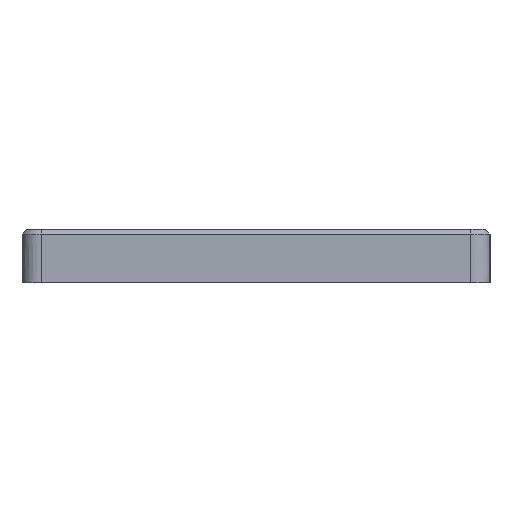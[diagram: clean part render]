
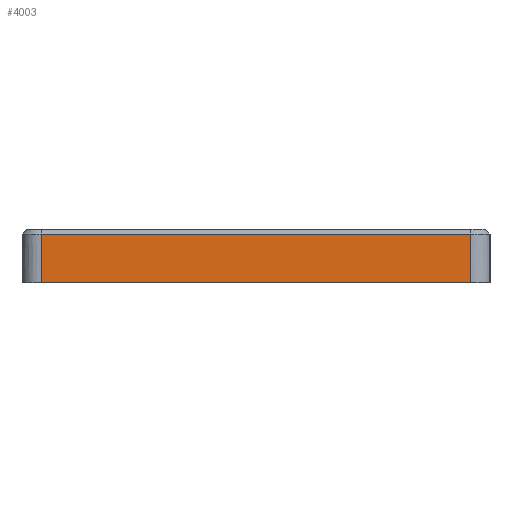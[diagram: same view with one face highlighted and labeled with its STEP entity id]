
A CAD part, left-side view. The second image highlights one B-rep face of the part: STEP entity #4003.
In plain terms, the highlighted planar face has unit normal (-1, 0, 0).
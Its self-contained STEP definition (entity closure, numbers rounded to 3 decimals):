
#133=PLANE('',#4234);
#577=FACE_OUTER_BOUND('',#818,.T.);
#818=EDGE_LOOP('',(#3760,#3761,#3762,#3763));
#1108=LINE('',#9471,#1486);
#1189=LINE('',#9871,#1567);
#1194=LINE('',#10039,#1572);
#1200=LINE('',#10168,#1578);
#1486=VECTOR('',#4782,10.);
#1567=VECTOR('',#5043,10.);
#1572=VECTOR('',#5050,10.);
#1578=VECTOR('',#5062,10.);
#1974=VERTEX_POINT('',#9447);
#1975=VERTEX_POINT('',#9470);
#2036=VERTEX_POINT('',#9849);
#2037=VERTEX_POINT('',#9869);
#2485=EDGE_CURVE('',#1974,#1975,#1108,.T.);
#2602=EDGE_CURVE('',#2037,#2036,#1189,.T.);
#2609=EDGE_CURVE('',#1975,#2037,#1194,.T.);
#2615=EDGE_CURVE('',#2036,#1974,#1200,.T.);
#3760=ORIENTED_EDGE('',*,*,#2602,.F.);
#3761=ORIENTED_EDGE('',*,*,#2609,.F.);
#3762=ORIENTED_EDGE('',*,*,#2485,.F.);
#3763=ORIENTED_EDGE('',*,*,#2615,.F.);
#4003=ADVANCED_FACE('',(#577),#133,.T.);
#4234=AXIS2_PLACEMENT_3D('',#10169,#5063,#5064);
#4782=DIRECTION('',(0.,1.,0.));
#5043=DIRECTION('',(0.,-1.,0.));
#5050=DIRECTION('',(0.,0.,1.));
#5062=DIRECTION('',(0.,0.,-1.));
#5063=DIRECTION('center_axis',(-1.,0.,0.));
#5064=DIRECTION('ref_axis',(0.,1.,0.));
#9447=CARTESIAN_POINT('',(-6.475,-105.488,-3.7));
#9470=CARTESIAN_POINT('',(-6.475,-17.338,-3.7));
#9471=CARTESIAN_POINT('',(-6.475,-37.375,-3.7));
#9849=CARTESIAN_POINT('',(-6.475,-105.488,6.3));
#9869=CARTESIAN_POINT('',(-6.475,-17.338,6.3));
#9871=CARTESIAN_POINT('',(-6.475,-85.7,6.3));
#10039=CARTESIAN_POINT('',(-6.475,-17.338,7.3));
#10168=CARTESIAN_POINT('',(-6.475,-105.488,7.3));
#10169=CARTESIAN_POINT('Origin',(-6.475,-109.488,7.3));
